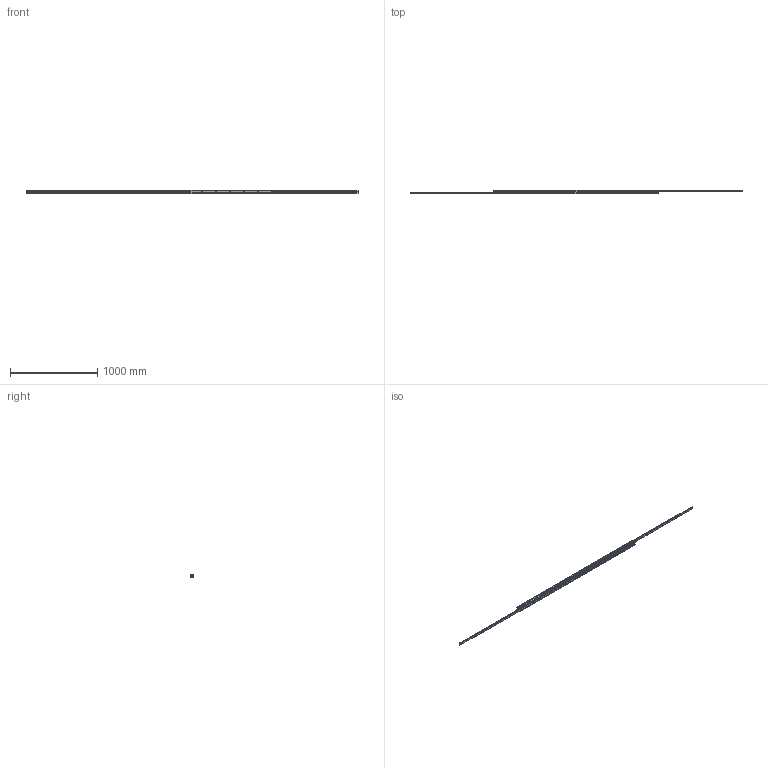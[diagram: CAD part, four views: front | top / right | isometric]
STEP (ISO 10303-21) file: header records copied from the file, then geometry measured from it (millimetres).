
FILE_DESCRIPTION((''),'2;1');
FILE_NAME('LCAH 43-1890.GD.stp','2016-01-14T16:09:05',('MRathmann'),(''),'Autodesk Inventor 2012','Autodesk Inventor 2012','');
FILE_SCHEMA(('CONFIG_CONTROL_DESIGN'));
Length unit declared in the file: millimetre
Products named in the file (9): LCAH 43-1890.GD.iam (Detailgenauigkeit1); LCH 43-1890.L; LCH 43-1890.R; LLMG 43-1890; LLMD 43-1890; KF.LCA 43-0925.GZ; + AS.L 43; + VKB.L 43 6x13,5; + VKB.L 43 M6x9
Assembly tree (16 placements, depth 2):
  LCAH 43-1890.GD.iam (Detailgenauigkeit1)
    LCH 43-1890.L
    LCH 43-1890.R
    LLMG 43-1890
    LLMD 43-1890
    KF.LCA 43-0925.GZ  x2
    + AS.L 43  x4
    + VKB.L 43 6x13,5  x4
    + VKB.L 43 M6x9  x2
Bounding box: 3816 x 44 x 43 mm (x, y, z)
Volume: 2506835.9 mm3; surface area: 1125430.3 mm2
Topology: 16 solids, 16 shells, 510 faces, 1372 edges, 886 vertices
Faces by surface type: cylinder 226, plane 202, cone 82
Full cylindrical faces by diameter (mm): 4.917 x26, 5.8 x4, 6 x14, 6.5 x24, 6.647 x24, 7 x4, 8.5 x24
Entity records: 12435 total; most frequent: CARTESIAN_POINT 2489, DIRECTION 2092, ORIENTED_EDGE 1698, AXIS2_PLACEMENT_3D 860, EDGE_CURVE 849, EDGE_LOOP 768, VERTEX_POINT 657, CIRCLE 453
